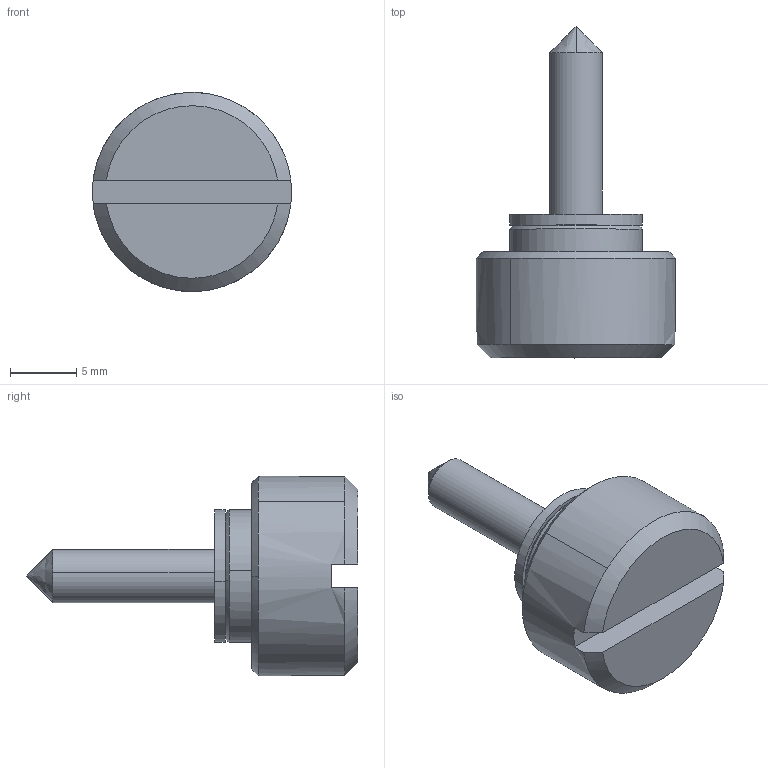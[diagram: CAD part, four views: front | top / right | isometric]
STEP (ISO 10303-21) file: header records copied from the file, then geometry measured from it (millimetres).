
FILE_DESCRIPTION((''),'2;1');
FILE_NAME('','2005-07-15T15:31:20',(''),(''),'','CADfix','');
FILE_SCHEMA(('AUTOMOTIVE_DESIGN'));
Length unit declared in the file: millimetre
Products named in the file (3): washer; knob; TL_233SUS_4_29594_36
Assembly tree (2 placements, depth 2):
  TL_233SUS_4_29594_36
    washer
    knob
Bounding box: 15 x 25 x 15 mm (x, y, z)
Volume: 1714.1 mm3; surface area: 1129.5 mm2
Topology: 2 solids, 2 shells, 37 faces, 112 edges, 79 vertices
Faces by surface type: bspline 37
Entity records: 1389 total; most frequent: CARTESIAN_POINT 718, ORIENTED_EDGE 220, EDGE_CURVE 110, VERTEX_POINT 79, QUASI_UNIFORM_CURVE 46, EDGE_LOOP 41, FACE_OUTER_BOUND 37, ADVANCED_FACE 37
